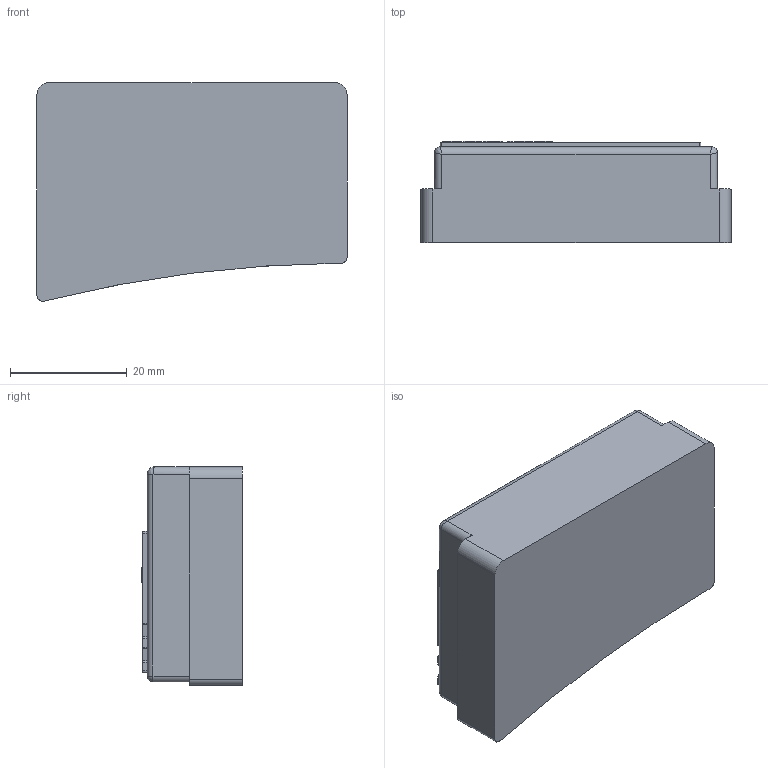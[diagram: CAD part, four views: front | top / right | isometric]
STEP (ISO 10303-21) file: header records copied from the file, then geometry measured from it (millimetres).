
FILE_DESCRIPTION (( 'STEP AP214' ), '1' );
FILE_NAME ('IGS CFW100-IOADR.STEP', '2019-10-07T13:58:26', ( '' ), ( '' ), 'SwSTEP 2.0', 'SolidWorks 2017', '' );
FILE_SCHEMA (( 'AUTOMOTIVE_DESIGN' ));
Length unit declared in the file: inch
Products named in the file (1): IGS CFW100-IOADR
Bounding box: 53 x 17.27 x 37.33 mm (x, y, z)
Volume: 27968.8 mm3; surface area: 6418 mm2
Topology: 1 solids, 1 shells, 145 faces, 391 edges, 252 vertices
Faces by surface type: plane 83, cylinder 49, bspline 11, sphere 2
Entity records: 4800 total; most frequent: CARTESIAN_POINT 1147, ORIENTED_EDGE 774, DIRECTION 728, EDGE_CURVE 387, LINE 262, VECTOR 262, VERTEX_POINT 252, AXIS2_PLACEMENT_3D 233
